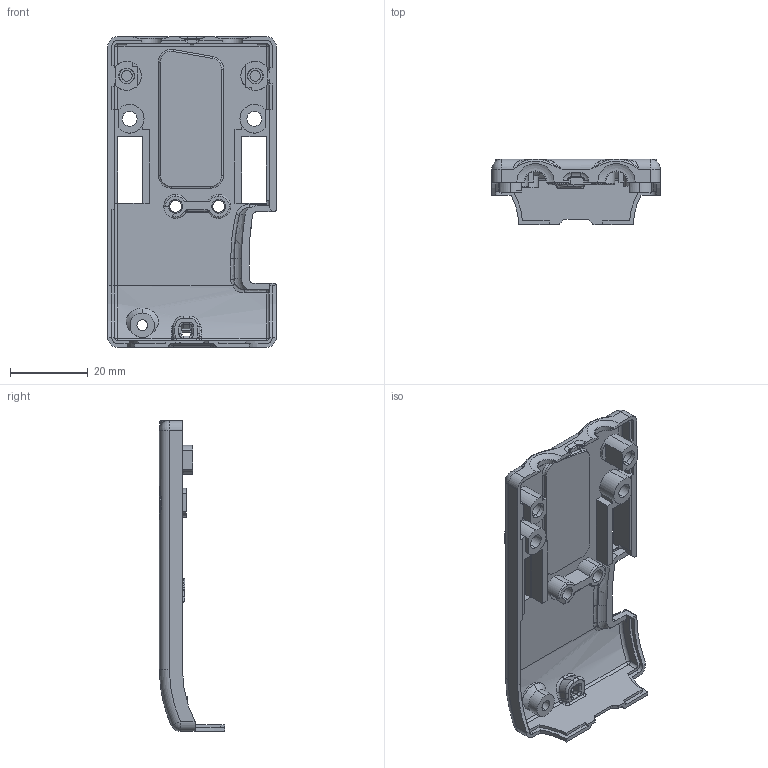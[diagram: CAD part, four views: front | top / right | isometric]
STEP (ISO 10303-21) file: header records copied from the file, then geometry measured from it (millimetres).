
FILE_DESCRIPTION (( 'STEP AP203' ), '1' );
FILE_NAME ('7146_Tympan_Rev-F_Top_Case.STEP', '2024-09-09T14:27:22', ( '' ), ( '' ), 'SwSTEP 2.0', 'SolidWorks 2023', '' );
FILE_SCHEMA (( 'CONFIG_CONTROL_DESIGN' ));
Length unit declared in the file: inch
Products named in the file (1): 7146_Tympan_Rev-F_Top_Case
Bounding box: 43.24 x 16.71 x 79.8 mm (x, y, z)
Volume: 8807.4 mm3; surface area: 10774.3 mm2
Topology: 1 solids, 1 shells, 621 faces, 1611 edges, 1001 vertices
Faces by surface type: plane 290, cylinder 172, bspline 85, torus 49, cone 17, sphere 8
Entity records: 22767 total; most frequent: CARTESIAN_POINT 8082, ORIENTED_EDGE 3198, DIRECTION 2860, EDGE_CURVE 1599, VERTEX_POINT 1001, AXIS2_PLACEMENT_3D 967, VECTOR 926, LINE 926
